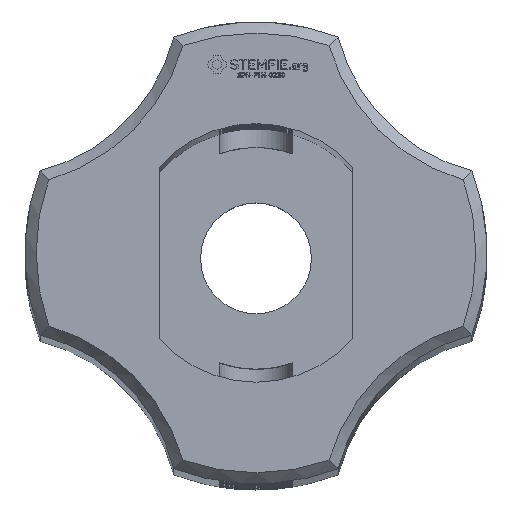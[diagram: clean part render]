
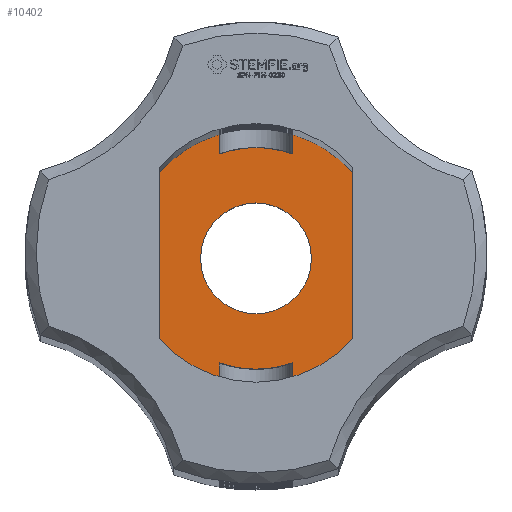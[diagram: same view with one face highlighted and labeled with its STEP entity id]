
A CAD part, top view. The second image highlights one B-rep face of the part: STEP entity #10402.
In plain terms, the highlighted planar face has unit normal (0, 0, 1).
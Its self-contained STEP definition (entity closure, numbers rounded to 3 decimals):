
#3002 = VERTEX_POINT('',#3003);
#3003 = CARTESIAN_POINT('',(2.829,0.998,11.));
#3023 = EDGE_CURVE('',#3024,#3002,#3026,.T.);
#3024 = VERTEX_POINT('',#3025);
#3025 = CARTESIAN_POINT('',(2.625,0.998,11.));
#3026 = LINE('',#3027,#3028);
#3027 = CARTESIAN_POINT('',(99.459,0.998,11.));
#3028 = VECTOR('',#3029,1.);
#3029 = DIRECTION('',(1.,0.,0.));
#3032 = VERTEX_POINT('',#3033);
#3033 = CARTESIAN_POINT('',(2.625,-0.998,11.));
#3040 = EDGE_CURVE('',#3032,#3041,#3043,.T.);
#3041 = VERTEX_POINT('',#3042);
#3042 = CARTESIAN_POINT('',(2.829,-0.998,11.));
#3043 = LINE('',#3044,#3045);
#3044 = CARTESIAN_POINT('',(99.459,-0.998,11.));
#3045 = VECTOR('',#3046,1.);
#3046 = DIRECTION('',(1.,0.,0.));
#10270 = EDGE_CURVE('',#10271,#3024,#10273,.T.);
#10271 = VERTEX_POINT('',#10272);
#10272 = CARTESIAN_POINT('',(2.625,2.315,11.));
#10273 = LINE('',#10274,#10275);
#10274 = CARTESIAN_POINT('',(2.625,2.315,11.));
#10275 = VECTOR('',#10276,1.);
#10276 = DIRECTION('',(0.,-1.,0.));
#10286 = VERTEX_POINT('',#10287);
#10287 = CARTESIAN_POINT('',(2.625,-2.315,11.));
#10293 = EDGE_CURVE('',#3032,#10286,#10294,.T.);
#10294 = LINE('',#10295,#10296);
#10295 = CARTESIAN_POINT('',(2.625,2.315,11.));
#10296 = VECTOR('',#10297,1.);
#10297 = DIRECTION('',(0.,-1.,0.));
#10389 = EDGE_CURVE('',#3002,#3041,#10390,.T.);
#10390 = CIRCLE('',#10391,3.);
#10391 = AXIS2_PLACEMENT_3D('',#10392,#10393,#10394);
#10392 = CARTESIAN_POINT('',(0.,0.,11.));
#10393 = DIRECTION('',(0.,0.,-1.));
#10394 = DIRECTION('',(0.,1.,0.));
#10402 = ADVANCED_FACE('',(#10403,#10544),#10555,.T.);
#10403 = FACE_BOUND('',#10404,.T.);
#10404 = EDGE_LOOP('',(#10405,#10406,#10407,#10408,#10409,#10418,#10426,
    #10435,#10444,#10452,#10461,#10469,#10477,#10486,#10494,#10502,
    #10511,#10519,#10528,#10536,#10543));
#10405 = ORIENTED_EDGE('',*,*,#3040,.T.);
#10406 = ORIENTED_EDGE('',*,*,#10389,.F.);
#10407 = ORIENTED_EDGE('',*,*,#3023,.F.);
#10408 = ORIENTED_EDGE('',*,*,#10270,.F.);
#10409 = ORIENTED_EDGE('',*,*,#10410,.T.);
#10410 = EDGE_CURVE('',#10271,#10411,#10413,.T.);
#10411 = VERTEX_POINT('',#10412);
#10412 = CARTESIAN_POINT('',(0.998,3.355,11.));
#10413 = CIRCLE('',#10414,3.5);
#10414 = AXIS2_PLACEMENT_3D('',#10415,#10416,#10417);
#10415 = CARTESIAN_POINT('',(0.,0.,11.)
  );
#10416 = DIRECTION('',(0.,0.,1.));
#10417 = DIRECTION('',(1.,0.,0.));
#10418 = ORIENTED_EDGE('',*,*,#10419,.T.);
#10419 = EDGE_CURVE('',#10411,#10420,#10422,.T.);
#10420 = VERTEX_POINT('',#10421);
#10421 = CARTESIAN_POINT('',(0.998,2.829,11.));
#10422 = LINE('',#10423,#10424);
#10423 = CARTESIAN_POINT('',(0.998,-99.459,11.));
#10424 = VECTOR('',#10425,1.);
#10425 = DIRECTION('',(0.,-1.,0.));
#10426 = ORIENTED_EDGE('',*,*,#10427,.F.);
#10427 = EDGE_CURVE('',#10428,#10420,#10430,.T.);
#10428 = VERTEX_POINT('',#10429);
#10429 = CARTESIAN_POINT('',(0.,3.,11.));
#10430 = CIRCLE('',#10431,3.);
#10431 = AXIS2_PLACEMENT_3D('',#10432,#10433,#10434);
#10432 = CARTESIAN_POINT('',(0.,0.,11.));
#10433 = DIRECTION('',(0.,0.,-1.));
#10434 = DIRECTION('',(0.,1.,0.));
#10435 = ORIENTED_EDGE('',*,*,#10436,.F.);
#10436 = EDGE_CURVE('',#10437,#10428,#10439,.T.);
#10437 = VERTEX_POINT('',#10438);
#10438 = CARTESIAN_POINT('',(-0.998,2.829,11.));
#10439 = CIRCLE('',#10440,3.);
#10440 = AXIS2_PLACEMENT_3D('',#10441,#10442,#10443);
#10441 = CARTESIAN_POINT('',(0.,0.,11.));
#10442 = DIRECTION('',(0.,0.,-1.));
#10443 = DIRECTION('',(0.,1.,0.));
#10444 = ORIENTED_EDGE('',*,*,#10445,.F.);
#10445 = EDGE_CURVE('',#10446,#10437,#10448,.T.);
#10446 = VERTEX_POINT('',#10447);
#10447 = CARTESIAN_POINT('',(-0.998,3.355,11.));
#10448 = LINE('',#10449,#10450);
#10449 = CARTESIAN_POINT('',(-0.998,-99.459,11.));
#10450 = VECTOR('',#10451,1.);
#10451 = DIRECTION('',(0.,-1.,0.));
#10452 = ORIENTED_EDGE('',*,*,#10453,.T.);
#10453 = EDGE_CURVE('',#10446,#10454,#10456,.T.);
#10454 = VERTEX_POINT('',#10455);
#10455 = CARTESIAN_POINT('',(-2.625,2.315,11.));
#10456 = CIRCLE('',#10457,3.5);
#10457 = AXIS2_PLACEMENT_3D('',#10458,#10459,#10460);
#10458 = CARTESIAN_POINT('',(0.,0.,11.)
  );
#10459 = DIRECTION('',(0.,0.,1.));
#10460 = DIRECTION('',(1.,0.,0.));
#10461 = ORIENTED_EDGE('',*,*,#10462,.T.);
#10462 = EDGE_CURVE('',#10454,#10463,#10465,.T.);
#10463 = VERTEX_POINT('',#10464);
#10464 = CARTESIAN_POINT('',(-2.625,0.998,11.));
#10465 = LINE('',#10466,#10467);
#10466 = CARTESIAN_POINT('',(-2.625,2.315,11.));
#10467 = VECTOR('',#10468,1.);
#10468 = DIRECTION('',(0.,-1.,0.));
#10469 = ORIENTED_EDGE('',*,*,#10470,.F.);
#10470 = EDGE_CURVE('',#10471,#10463,#10473,.T.);
#10471 = VERTEX_POINT('',#10472);
#10472 = CARTESIAN_POINT('',(-2.829,0.998,11.));
#10473 = LINE('',#10474,#10475);
#10474 = CARTESIAN_POINT('',(99.459,0.998,11.));
#10475 = VECTOR('',#10476,1.);
#10476 = DIRECTION('',(1.,0.,0.));
#10477 = ORIENTED_EDGE('',*,*,#10478,.F.);
#10478 = EDGE_CURVE('',#10479,#10471,#10481,.T.);
#10479 = VERTEX_POINT('',#10480);
#10480 = CARTESIAN_POINT('',(-2.829,-0.998,11.));
#10481 = CIRCLE('',#10482,3.);
#10482 = AXIS2_PLACEMENT_3D('',#10483,#10484,#10485);
#10483 = CARTESIAN_POINT('',(0.,0.,11.));
#10484 = DIRECTION('',(0.,0.,-1.));
#10485 = DIRECTION('',(0.,1.,0.));
#10486 = ORIENTED_EDGE('',*,*,#10487,.T.);
#10487 = EDGE_CURVE('',#10479,#10488,#10490,.T.);
#10488 = VERTEX_POINT('',#10489);
#10489 = CARTESIAN_POINT('',(-2.625,-0.998,11.));
#10490 = LINE('',#10491,#10492);
#10491 = CARTESIAN_POINT('',(99.459,-0.998,11.));
#10492 = VECTOR('',#10493,1.);
#10493 = DIRECTION('',(1.,0.,0.));
#10494 = ORIENTED_EDGE('',*,*,#10495,.T.);
#10495 = EDGE_CURVE('',#10488,#10496,#10498,.T.);
#10496 = VERTEX_POINT('',#10497);
#10497 = CARTESIAN_POINT('',(-2.625,-2.315,11.));
#10498 = LINE('',#10499,#10500);
#10499 = CARTESIAN_POINT('',(-2.625,2.315,11.));
#10500 = VECTOR('',#10501,1.);
#10501 = DIRECTION('',(0.,-1.,0.));
#10502 = ORIENTED_EDGE('',*,*,#10503,.T.);
#10503 = EDGE_CURVE('',#10496,#10504,#10506,.T.);
#10504 = VERTEX_POINT('',#10505);
#10505 = CARTESIAN_POINT('',(-0.998,-3.355,11.));
#10506 = CIRCLE('',#10507,3.5);
#10507 = AXIS2_PLACEMENT_3D('',#10508,#10509,#10510);
#10508 = CARTESIAN_POINT('',(0.,0.,11.)
  );
#10509 = DIRECTION('',(0.,0.,1.));
#10510 = DIRECTION('',(1.,0.,0.));
#10511 = ORIENTED_EDGE('',*,*,#10512,.F.);
#10512 = EDGE_CURVE('',#10513,#10504,#10515,.T.);
#10513 = VERTEX_POINT('',#10514);
#10514 = CARTESIAN_POINT('',(-0.998,-2.829,11.));
#10515 = LINE('',#10516,#10517);
#10516 = CARTESIAN_POINT('',(-0.998,-99.459,11.));
#10517 = VECTOR('',#10518,1.);
#10518 = DIRECTION('',(0.,-1.,0.));
#10519 = ORIENTED_EDGE('',*,*,#10520,.F.);
#10520 = EDGE_CURVE('',#10521,#10513,#10523,.T.);
#10521 = VERTEX_POINT('',#10522);
#10522 = CARTESIAN_POINT('',(0.998,-2.829,11.));
#10523 = CIRCLE('',#10524,3.);
#10524 = AXIS2_PLACEMENT_3D('',#10525,#10526,#10527);
#10525 = CARTESIAN_POINT('',(0.,0.,11.));
#10526 = DIRECTION('',(0.,0.,-1.));
#10527 = DIRECTION('',(0.,1.,0.));
#10528 = ORIENTED_EDGE('',*,*,#10529,.T.);
#10529 = EDGE_CURVE('',#10521,#10530,#10532,.T.);
#10530 = VERTEX_POINT('',#10531);
#10531 = CARTESIAN_POINT('',(0.998,-3.355,11.));
#10532 = LINE('',#10533,#10534);
#10533 = CARTESIAN_POINT('',(0.998,-99.459,11.));
#10534 = VECTOR('',#10535,1.);
#10535 = DIRECTION('',(0.,-1.,0.));
#10536 = ORIENTED_EDGE('',*,*,#10537,.T.);
#10537 = EDGE_CURVE('',#10530,#10286,#10538,.T.);
#10538 = CIRCLE('',#10539,3.5);
#10539 = AXIS2_PLACEMENT_3D('',#10540,#10541,#10542);
#10540 = CARTESIAN_POINT('',(0.,0.,11.)
  );
#10541 = DIRECTION('',(0.,0.,1.));
#10542 = DIRECTION('',(1.,0.,0.));
#10543 = ORIENTED_EDGE('',*,*,#10293,.F.);
#10544 = FACE_BOUND('',#10545,.T.);
#10545 = EDGE_LOOP('',(#10546));
#10546 = ORIENTED_EDGE('',*,*,#10547,.T.);
#10547 = EDGE_CURVE('',#10548,#10548,#10550,.T.);
#10548 = VERTEX_POINT('',#10549);
#10549 = CARTESIAN_POINT('',(0.,1.5,11.));
#10550 = CIRCLE('',#10551,1.5);
#10551 = AXIS2_PLACEMENT_3D('',#10552,#10553,#10554);
#10552 = CARTESIAN_POINT('',(0.,0.,11.));
#10553 = DIRECTION('',(0.,0.,-1.));
#10554 = DIRECTION('',(0.,1.,0.));
#10555 = PLANE('',#10556);
#10556 = AXIS2_PLACEMENT_3D('',#10557,#10558,#10559);
#10557 = CARTESIAN_POINT('',(0.,0.001,11.)
  );
#10558 = DIRECTION('',(0.,0.,1.));
#10559 = DIRECTION('',(0.,1.,0.));
